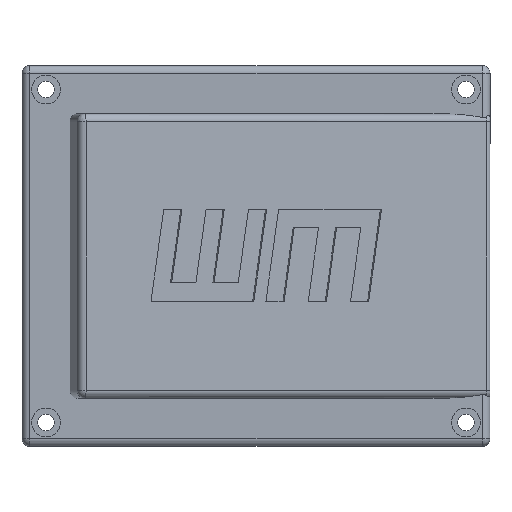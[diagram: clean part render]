
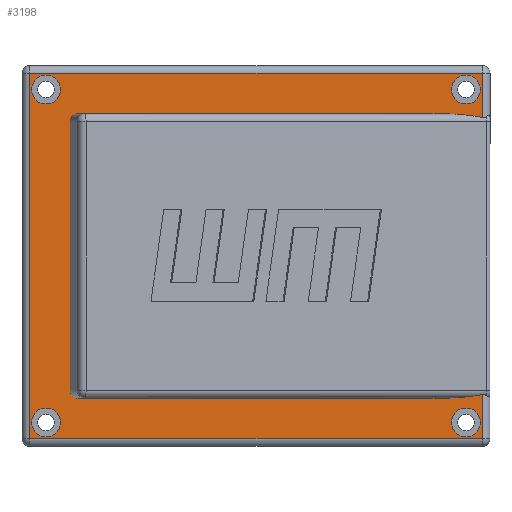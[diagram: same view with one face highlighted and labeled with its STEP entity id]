
A CAD part, front view. The second image highlights one B-rep face of the part: STEP entity #3198.
In plain terms, the highlighted planar face has unit normal (0, -1, 0).
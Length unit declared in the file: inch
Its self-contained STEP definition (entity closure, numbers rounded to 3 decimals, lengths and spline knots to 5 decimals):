
#25=ELLIPSE('',#3394,0.46704,0.065);
#26=ELLIPSE('',#3395,0.06564,0.065);
#27=ELLIPSE('',#3396,0.06564,0.065);
#28=ELLIPSE('',#3397,0.46704,0.065);
#60=CIRCLE('',#3398,0.11811);
#61=CIRCLE('',#3399,0.11811);
#62=CIRCLE('',#3400,0.11811);
#63=CIRCLE('',#3401,0.11811);
#125=FACE_BOUND('',#554,.T.);
#126=FACE_BOUND('',#555,.T.);
#127=FACE_BOUND('',#556,.T.);
#128=FACE_BOUND('',#557,.T.);
#201=PLANE('',#3393);
#360=FACE_OUTER_BOUND('',#553,.T.);
#553=EDGE_LOOP('',(#2768,#2769,#2770,#2771,#2772,#2773,#2774,#2775,#2776,
#2777,#2778,#2779));
#554=EDGE_LOOP('',(#2780));
#555=EDGE_LOOP('',(#2781));
#556=EDGE_LOOP('',(#2782));
#557=EDGE_LOOP('',(#2783));
#836=LINE('',#5408,#1159);
#842=LINE('',#5438,#1165);
#844=LINE('',#5455,#1167);
#845=LINE('',#5462,#1168);
#846=LINE('',#5466,#1169);
#847=LINE('',#5470,#1170);
#848=LINE('',#5474,#1171);
#849=LINE('',#5475,#1172);
#1159=VECTOR('',#3887,0.3937);
#1165=VECTOR('',#3921,0.3937);
#1167=VECTOR('',#3931,0.3937);
#1168=VECTOR('',#3940,0.3937);
#1169=VECTOR('',#3943,0.3937);
#1170=VECTOR('',#3946,0.3937);
#1171=VECTOR('',#3949,0.3937);
#1172=VECTOR('',#3950,0.3937);
#1558=VERTEX_POINT('',#5398);
#1560=VERTEX_POINT('',#5406);
#1570=VERTEX_POINT('',#5436);
#1571=VERTEX_POINT('',#5444);
#1572=VERTEX_POINT('',#5459);
#1573=VERTEX_POINT('',#5461);
#1574=VERTEX_POINT('',#5463);
#1575=VERTEX_POINT('',#5465);
#1576=VERTEX_POINT('',#5467);
#1577=VERTEX_POINT('',#5469);
#1578=VERTEX_POINT('',#5471);
#1579=VERTEX_POINT('',#5473);
#1580=VERTEX_POINT('',#5476);
#1581=VERTEX_POINT('',#5478);
#1582=VERTEX_POINT('',#5480);
#1583=VERTEX_POINT('',#5482);
#1965=EDGE_CURVE('',#1560,#1558,#836,.T.);
#1981=EDGE_CURVE('',#1570,#1560,#842,.T.);
#1985=EDGE_CURVE('',#1571,#1570,#844,.T.);
#1987=EDGE_CURVE('',#1571,#1572,#25,.T.);
#1988=EDGE_CURVE('',#1572,#1573,#845,.T.);
#1989=EDGE_CURVE('',#1574,#1573,#26,.F.);
#1990=EDGE_CURVE('',#1574,#1575,#846,.T.);
#1991=EDGE_CURVE('',#1576,#1575,#27,.F.);
#1992=EDGE_CURVE('',#1576,#1577,#847,.T.);
#1993=EDGE_CURVE('',#1578,#1577,#28,.F.);
#1994=EDGE_CURVE('',#1579,#1578,#848,.T.);
#1995=EDGE_CURVE('',#1558,#1579,#849,.T.);
#1996=EDGE_CURVE('',#1580,#1580,#60,.T.);
#1997=EDGE_CURVE('',#1581,#1581,#61,.T.);
#1998=EDGE_CURVE('',#1582,#1582,#62,.T.);
#1999=EDGE_CURVE('',#1583,#1583,#63,.T.);
#2768=ORIENTED_EDGE('',*,*,#1985,.F.);
#2769=ORIENTED_EDGE('',*,*,#1987,.T.);
#2770=ORIENTED_EDGE('',*,*,#1988,.T.);
#2771=ORIENTED_EDGE('',*,*,#1989,.F.);
#2772=ORIENTED_EDGE('',*,*,#1990,.T.);
#2773=ORIENTED_EDGE('',*,*,#1991,.F.);
#2774=ORIENTED_EDGE('',*,*,#1992,.T.);
#2775=ORIENTED_EDGE('',*,*,#1993,.F.);
#2776=ORIENTED_EDGE('',*,*,#1994,.F.);
#2777=ORIENTED_EDGE('',*,*,#1995,.F.);
#2778=ORIENTED_EDGE('',*,*,#1965,.F.);
#2779=ORIENTED_EDGE('',*,*,#1981,.F.);
#2780=ORIENTED_EDGE('',*,*,#1996,.F.);
#2781=ORIENTED_EDGE('',*,*,#1997,.F.);
#2782=ORIENTED_EDGE('',*,*,#1998,.F.);
#2783=ORIENTED_EDGE('',*,*,#1999,.F.);
#3198=ADVANCED_FACE('',(#360,#125,#126,#127,#128),#201,.F.);
#3393=AXIS2_PLACEMENT_3D('',#5458,#3936,#3937);
#3394=AXIS2_PLACEMENT_3D('',#5460,#3938,#3939);
#3395=AXIS2_PLACEMENT_3D('',#5464,#3941,#3942);
#3396=AXIS2_PLACEMENT_3D('',#5468,#3944,#3945);
#3397=AXIS2_PLACEMENT_3D('',#5472,#3947,#3948);
#3398=AXIS2_PLACEMENT_3D('',#5477,#3951,#3952);
#3399=AXIS2_PLACEMENT_3D('',#5479,#3953,#3954);
#3400=AXIS2_PLACEMENT_3D('',#5481,#3955,#3956);
#3401=AXIS2_PLACEMENT_3D('',#5483,#3957,#3958);
#3887=DIRECTION('',(0.,0.,1.));
#3921=DIRECTION('',(-1.,0.,0.));
#3931=DIRECTION('',(0.,0.,-1.));
#3936=DIRECTION('center_axis',(0.,1.,0.));
#3937=DIRECTION('ref_axis',(0.,0.,1.));
#3938=DIRECTION('center_axis',(0.,1.,0.));
#3939=DIRECTION('ref_axis',(1.,0.,0.));
#3940=DIRECTION('',(-1.,0.,0.));
#3941=DIRECTION('center_axis',(0.,1.,0.));
#3942=DIRECTION('ref_axis',(-1.,0.,0.));
#3943=DIRECTION('',(0.,0.,1.));
#3944=DIRECTION('center_axis',(0.,1.,0.));
#3945=DIRECTION('ref_axis',(-1.,0.,0.));
#3946=DIRECTION('',(1.,0.,0.));
#3947=DIRECTION('center_axis',(0.,1.,0.));
#3948=DIRECTION('ref_axis',(1.,0.,0.));
#3949=DIRECTION('',(0.,0.,-1.));
#3950=DIRECTION('',(1.,0.,0.));
#3951=DIRECTION('center_axis',(0.,-1.,0.));
#3952=DIRECTION('ref_axis',(1.,0.,0.));
#3953=DIRECTION('center_axis',(0.,-1.,0.));
#3954=DIRECTION('ref_axis',(1.,0.,0.));
#3955=DIRECTION('center_axis',(0.,-1.,0.));
#3956=DIRECTION('ref_axis',(1.,0.,0.));
#3957=DIRECTION('center_axis',(0.,-1.,0.));
#3958=DIRECTION('ref_axis',(1.,0.,0.));
#5398=CARTESIAN_POINT('',(-3.37409,0.,0.3287));
#5406=CARTESIAN_POINT('',(-3.37409,0.,-2.66157));
#5408=CARTESIAN_POINT('',(-3.37409,0.,-1.94651));
#5436=CARTESIAN_POINT('',(0.3287,0.,-2.66157));
#5438=CARTESIAN_POINT('',(-0.5645,0.,-2.66157));
#5444=CARTESIAN_POINT('',(0.3287,0.,-2.30095));
#5455=CARTESIAN_POINT('',(0.3287,0.,-0.38637));
#5458=CARTESIAN_POINT('Origin',(-1.5227,0.,-1.16644));
#5459=CARTESIAN_POINT('',(-0.07334,0.,-2.33287));
#5460=CARTESIAN_POINT('Origin',(-0.07334,0.,
-2.26787));
#5461=CARTESIAN_POINT('',(-2.97975,0.,-2.33287));
#5462=CARTESIAN_POINT('',(-1.42427,0.,-2.33287));
#5463=CARTESIAN_POINT('',(-3.04539,0.,-2.26787));
#5464=CARTESIAN_POINT('Origin',(-2.97975,0.,-2.26787));
#5465=CARTESIAN_POINT('',(-3.04539,0.,-0.065));
#5466=CARTESIAN_POINT('',(-3.04539,0.,-0.38637));
#5467=CARTESIAN_POINT('',(-2.97975,0.,0.));
#5468=CARTESIAN_POINT('Origin',(-2.97975,0.,-0.065));
#5469=CARTESIAN_POINT('',(-0.07334,0.,0.));
#5470=CARTESIAN_POINT('',(-1.42427,0.,0.));
#5471=CARTESIAN_POINT('',(0.3287,0.,-0.03192));
#5472=CARTESIAN_POINT('Origin',(-0.07334,0.,
-0.065));
#5473=CARTESIAN_POINT('',(0.3287,0.,0.3287));
#5474=CARTESIAN_POINT('',(0.3287,0.,-0.38637));
#5475=CARTESIAN_POINT('',(-2.4809,0.,0.3287));
#5476=CARTESIAN_POINT('',(-3.36035,0.,0.19685));
#5477=CARTESIAN_POINT('Origin',(-3.24224,0.,0.19685));
#5478=CARTESIAN_POINT('',(-3.36035,0.,-2.52972));
#5479=CARTESIAN_POINT('Origin',(-3.24224,0.,-2.52972));
#5480=CARTESIAN_POINT('',(0.07874,0.,-2.52972));
#5481=CARTESIAN_POINT('Origin',(0.19685,0.,-2.52972));
#5482=CARTESIAN_POINT('',(0.07874,0.,0.19685));
#5483=CARTESIAN_POINT('Origin',(0.19685,0.,0.19685));
